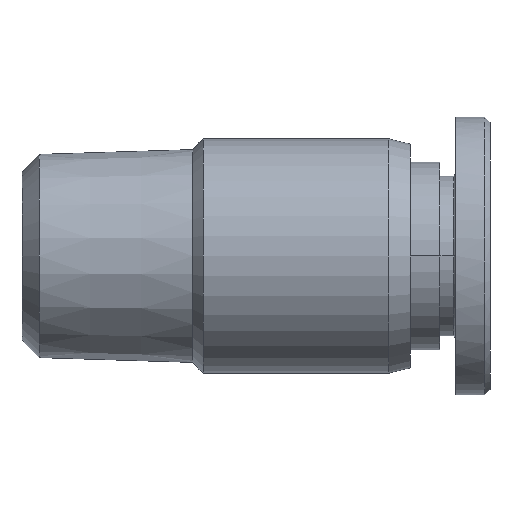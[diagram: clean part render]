
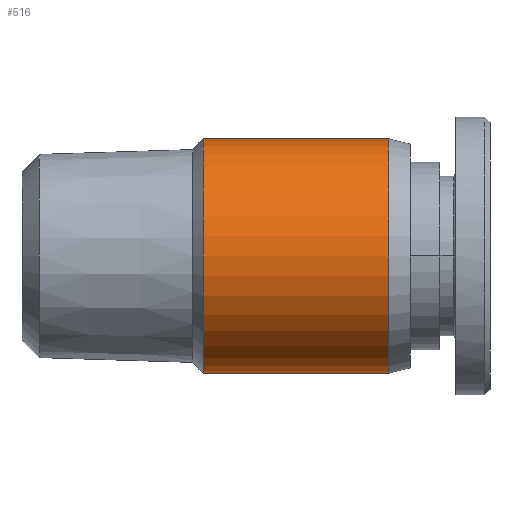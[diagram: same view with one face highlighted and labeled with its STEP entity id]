
A CAD part, front view. The second image highlights one B-rep face of the part: STEP entity #516.
In plain terms, the highlighted cylindrical face has radius 5.5 mm (diameter 11 mm), a partial arc.
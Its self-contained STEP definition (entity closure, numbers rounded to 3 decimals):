
#141=CARTESIAN_POINT('',(7.95,0.,5.51));
#142=VERTEX_POINT('',#141);
#151=CARTESIAN_POINT('',(7.95,0.,-5.49));
#152=VERTEX_POINT('',#151);
#153=CARTESIAN_POINT('',(7.95,0.,0.01));
#154=DIRECTION('',(1.0,0.0,0.0));
#155=DIRECTION('',(0.0,0.0,1.0));
#156=AXIS2_PLACEMENT_3D('',#153,#154,#155);
#157=CIRCLE('',#156,5.5);
#158=EDGE_CURVE('',#142,#152,#157,.T.);
#485=CARTESIAN_POINT('',(5.35,0.,0.01));
#486=DIRECTION('',(1.0,0.,0.));
#487=DIRECTION('',(0.0,0.0,1.0));
#488=AXIS2_PLACEMENT_3D('',#485,#486,#487);
#489=CYLINDRICAL_SURFACE('',#488,5.5);
#490=CARTESIAN_POINT('',(-0.75,0.,5.51));
#491=VERTEX_POINT('',#490);
#492=CARTESIAN_POINT('',(-0.75,0.,5.51));
#493=DIRECTION('',(1.0,0.0,0.0));
#494=VECTOR('',#493,8.7);
#495=LINE('',#492,#494);
#496=EDGE_CURVE('',#491,#142,#495,.T.);
#497=ORIENTED_EDGE('',*,*,#496,.F.);
#498=CARTESIAN_POINT('',(-0.75,0.,-5.49));
#499=VERTEX_POINT('',#498);
#500=CARTESIAN_POINT('',(-0.75,0.,0.01));
#501=DIRECTION('',(-1.0,0.0,0.0));
#502=DIRECTION('',(0.0,0.0,-1.0));
#503=AXIS2_PLACEMENT_3D('',#500,#501,#502);
#504=CIRCLE('',#503,5.5);
#505=EDGE_CURVE('',#499,#491,#504,.T.);
#506=ORIENTED_EDGE('',*,*,#505,.F.);
#507=CARTESIAN_POINT('',(7.95,0.,-5.49));
#508=DIRECTION('',(-1.0,0.0,0.0));
#509=VECTOR('',#508,8.7);
#510=LINE('',#507,#509);
#511=EDGE_CURVE('',#152,#499,#510,.T.);
#512=ORIENTED_EDGE('',*,*,#511,.F.);
#513=ORIENTED_EDGE('',*,*,#158,.F.);
#514=EDGE_LOOP('',(#497,#506,#512,#513));
#515=FACE_OUTER_BOUND('',#514,.T.);
#516=ADVANCED_FACE('',(#515),#489,.T.);
